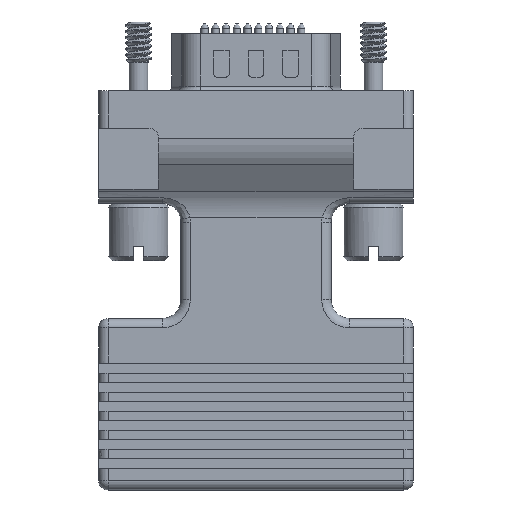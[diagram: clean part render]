
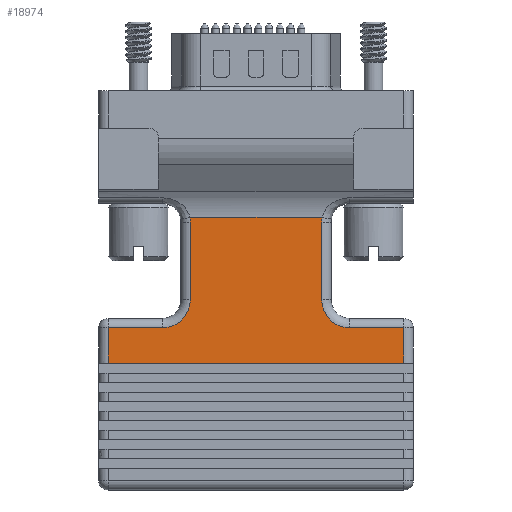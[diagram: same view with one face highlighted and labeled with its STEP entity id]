
A CAD part, front view. The second image highlights one B-rep face of the part: STEP entity #18974.
In plain terms, the highlighted planar face has unit normal (0, -1, 0).
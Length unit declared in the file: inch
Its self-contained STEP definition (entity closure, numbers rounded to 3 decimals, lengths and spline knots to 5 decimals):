
#274 = EDGE_CURVE ( 'NONE', #11050, #14233, #9936, .T. ) ;
#594 = DIRECTION ( 'NONE',  ( -1., 0., 0. ) ) ;
#717 = ORIENTED_EDGE ( 'NONE', *, *, #274, .T. ) ;
#964 = LINE ( 'NONE', #11488, #18006 ) ;
#1029 = CARTESIAN_POINT ( 'NONE',  ( -0.39376, -0.15748, -0.29529 ) ) ;
#1098 = CARTESIAN_POINT ( 'NONE',  ( -0.65945, -0.15748, -0.90501 ) ) ;
#1306 = ORIENTED_EDGE ( 'NONE', *, *, #2004, .T. ) ;
#1457 = VECTOR ( 'NONE', #18970, 39.37008 ) ;
#1470 = ORIENTED_EDGE ( 'NONE', *, *, #4759, .T. ) ;
#1808 = CARTESIAN_POINT ( 'NONE',  ( 0.39376, -0.15748, -0.7579 ) ) ;
#1868 = LINE ( 'NONE', #14607, #7946 ) ;
#1954 = LINE ( 'NONE', #3382, #1457 ) ;
#2004 = EDGE_CURVE ( 'NONE', #12518, #5237, #5556, .T. ) ;
#2035 = EDGE_CURVE ( 'NONE', #12266, #11050, #17475, .T. ) ;
#2192 = DIRECTION ( 'NONE',  ( 0., 0., -1. ) ) ;
#2377 = EDGE_CURVE ( 'NONE', #8905, #12593, #1868, .T. ) ;
#2419 = VECTOR ( 'NONE', #18879, 39.37008 ) ;
#2660 = DIRECTION ( 'NONE',  ( 0., 1., 0. ) ) ;
#2772 = DIRECTION ( 'NONE',  ( 0., 0., -1. ) ) ;
#2903 = LINE ( 'NONE', #4199, #11650 ) ;
#2907 = LINE ( 'NONE', #1808, #2419 ) ;
#3183 = DIRECTION ( 'NONE',  ( 0., 1., 0. ) ) ;
#3265 = CARTESIAN_POINT ( 'NONE',  ( -0.62005, -0.15748, -0.90501 ) ) ;
#3382 = CARTESIAN_POINT ( 'NONE',  ( 0.27556, -0.15748, -0.31502 ) ) ;
#4013 = ORIENTED_EDGE ( 'NONE', *, *, #13613, .T. ) ;
#4157 = CARTESIAN_POINT ( 'NONE',  ( 0.65945, -0.15748, -1.43701 ) ) ;
#4199 = CARTESIAN_POINT ( 'NONE',  ( -0.62005, -0.15748, -1.43701 ) ) ;
#4242 = ORIENTED_EDGE ( 'NONE', *, *, #12997, .T. ) ;
#4399 = DIRECTION ( 'NONE',  ( 0., 0., 1. ) ) ;
#4443 = CIRCLE ( 'NONE', #6653, 0.1182 ) ;
#4759 = EDGE_CURVE ( 'NONE', #9944, #7915, #964, .T. ) ;
#4775 = AXIS2_PLACEMENT_3D ( 'NONE', #6066, #16928, #7607 ) ;
#5237 = VERTEX_POINT ( 'NONE', #8154 ) ;
#5556 = LINE ( 'NONE', #1029, #13334 ) ;
#6030 = ORIENTED_EDGE ( 'NONE', *, *, #15506, .T. ) ;
#6066 = CARTESIAN_POINT ( 'NONE',  ( -0.39376, -0.15748, -0.31502 ) ) ;
#6067 = CIRCLE ( 'NONE', #15062, 0.1182 ) ;
#6544 = ORIENTED_EDGE ( 'NONE', *, *, #14641, .T. ) ;
#6557 = DIRECTION ( 'NONE',  ( 0., 1., 0. ) ) ;
#6653 = AXIS2_PLACEMENT_3D ( 'NONE', #6758, #17636, #8303 ) ;
#6758 = CARTESIAN_POINT ( 'NONE',  ( 0.39376, -0.15748, -0.31502 ) ) ;
#6877 = EDGE_CURVE ( 'NONE', #19194, #12518, #4443, .T. ) ;
#7220 = CARTESIAN_POINT ( 'NONE',  ( 0.27556, -0.15748, -0.6397 ) ) ;
#7289 = PLANE ( 'NONE',  #14370 ) ;
#7607 = DIRECTION ( 'NONE',  ( 0., 0., 1. ) ) ;
#7915 = VERTEX_POINT ( 'NONE', #10735 ) ;
#7946 = VECTOR ( 'NONE', #594, 39.37008 ) ;
#8154 = CARTESIAN_POINT ( 'NONE',  ( -0.27722, -0.15748, -0.29529 ) ) ;
#8294 = CARTESIAN_POINT ( 'NONE',  ( -0.27556, -0.15748, -0.31502 ) ) ;
#8303 = DIRECTION ( 'NONE',  ( 0., 0., 1. ) ) ;
#8401 = CARTESIAN_POINT ( 'NONE',  ( 0.62005, -0.15748, -0.7579 ) ) ;
#8495 = EDGE_CURVE ( 'NONE', #14233, #13278, #2907, .T. ) ;
#8520 = CIRCLE ( 'NONE', #4775, 0.1182 ) ;
#8769 = EDGE_LOOP ( 'NONE', ( #4242, #9655, #1306, #6544, #1470, #6030, #19705, #17586, #11296, #717, #20081, #4013 ) ) ;
#8775 = CARTESIAN_POINT ( 'NONE',  ( -0.62005, -0.15748, -0.7579 ) ) ;
#8905 = VERTEX_POINT ( 'NONE', #11555 ) ;
#9268 = FACE_OUTER_BOUND ( 'NONE', #8769, .T. ) ;
#9316 = CIRCLE ( 'NONE', #18170, 0.1182 ) ;
#9655 = ORIENTED_EDGE ( 'NONE', *, *, #6877, .T. ) ;
#9745 = CARTESIAN_POINT ( 'NONE',  ( 0.27556, -0.15748, -0.31502 ) ) ;
#9936 = LINE ( 'NONE', #10508, #10418 ) ;
#9944 = VERTEX_POINT ( 'NONE', #8294 ) ;
#10337 = DIRECTION ( 'NONE',  ( -1., 0., 0. ) ) ;
#10418 = VECTOR ( 'NONE', #4399, 39.37008 ) ;
#10508 = CARTESIAN_POINT ( 'NONE',  ( 0.62005, -0.15748, -0.7185 ) ) ;
#10735 = CARTESIAN_POINT ( 'NONE',  ( -0.27556, -0.15748, -0.6397 ) ) ;
#11050 = VERTEX_POINT ( 'NONE', #15177 ) ;
#11296 = ORIENTED_EDGE ( 'NONE', *, *, #2035, .T. ) ;
#11488 = CARTESIAN_POINT ( 'NONE',  ( -0.27556, -0.15748, -0.6397 ) ) ;
#11555 = CARTESIAN_POINT ( 'NONE',  ( -0.39376, -0.15748, -0.7579 ) ) ;
#11650 = VECTOR ( 'NONE', #2772, 39.37008 ) ;
#12266 = VERTEX_POINT ( 'NONE', #3265 ) ;
#12498 = CARTESIAN_POINT ( 'NONE',  ( -0.39376, -0.15748, -0.6397 ) ) ;
#12518 = VERTEX_POINT ( 'NONE', #16389 ) ;
#12593 = VERTEX_POINT ( 'NONE', #8775 ) ;
#12684 = EDGE_CURVE ( 'NONE', #12593, #12266, #2903, .T. ) ;
#12848 = VECTOR ( 'NONE', #18236, 39.37008 ) ;
#12997 = EDGE_CURVE ( 'NONE', #16955, #19194, #1954, .T. ) ;
#13278 = VERTEX_POINT ( 'NONE', #19725 ) ;
#13334 = VECTOR ( 'NONE', #10337, 39.37008 ) ;
#13557 = DIRECTION ( 'NONE',  ( 0., 0., 1. ) ) ;
#13613 = EDGE_CURVE ( 'NONE', #13278, #16955, #9316, .T. ) ;
#14075 = DIRECTION ( 'NONE',  ( 0., 0., 1. ) ) ;
#14233 = VERTEX_POINT ( 'NONE', #8401 ) ;
#14370 = AXIS2_PLACEMENT_3D ( 'NONE', #4157, #2660, #13557 ) ;
#14607 = CARTESIAN_POINT ( 'NONE',  ( -0.62005, -0.15748, -0.7579 ) ) ;
#14641 = EDGE_CURVE ( 'NONE', #5237, #9944, #8520, .T. ) ;
#15062 = AXIS2_PLACEMENT_3D ( 'NONE', #12498, #3183, #14075 ) ;
#15177 = CARTESIAN_POINT ( 'NONE',  ( 0.62005, -0.15748, -0.90501 ) ) ;
#15506 = EDGE_CURVE ( 'NONE', #7915, #8905, #6067, .T. ) ;
#15870 = CARTESIAN_POINT ( 'NONE',  ( 0.39376, -0.15748, -0.6397 ) ) ;
#16389 = CARTESIAN_POINT ( 'NONE',  ( 0.27722, -0.15748, -0.29529 ) ) ;
#16928 = DIRECTION ( 'NONE',  ( 0., 1., 0. ) ) ;
#16955 = VERTEX_POINT ( 'NONE', #7220 ) ;
#17435 = DIRECTION ( 'NONE',  ( 0., 0., 1. ) ) ;
#17475 = LINE ( 'NONE', #1098, #12848 ) ;
#17586 = ORIENTED_EDGE ( 'NONE', *, *, #12684, .T. ) ;
#17636 = DIRECTION ( 'NONE',  ( 0., 1., 0. ) ) ;
#18006 = VECTOR ( 'NONE', #2192, 39.37008 ) ;
#18170 = AXIS2_PLACEMENT_3D ( 'NONE', #15870, #6557, #17435 ) ;
#18236 = DIRECTION ( 'NONE',  ( 1., 0., 0. ) ) ;
#18879 = DIRECTION ( 'NONE',  ( -1., 0., 0. ) ) ;
#18970 = DIRECTION ( 'NONE',  ( 0., 0., 1. ) ) ;
#18974 = ADVANCED_FACE ( 'NONE', ( #9268 ), #7289, .F. ) ;
#19194 = VERTEX_POINT ( 'NONE', #9745 ) ;
#19705 = ORIENTED_EDGE ( 'NONE', *, *, #2377, .T. ) ;
#19725 = CARTESIAN_POINT ( 'NONE',  ( 0.39376, -0.15748, -0.7579 ) ) ;
#20081 = ORIENTED_EDGE ( 'NONE', *, *, #8495, .T. ) ;
